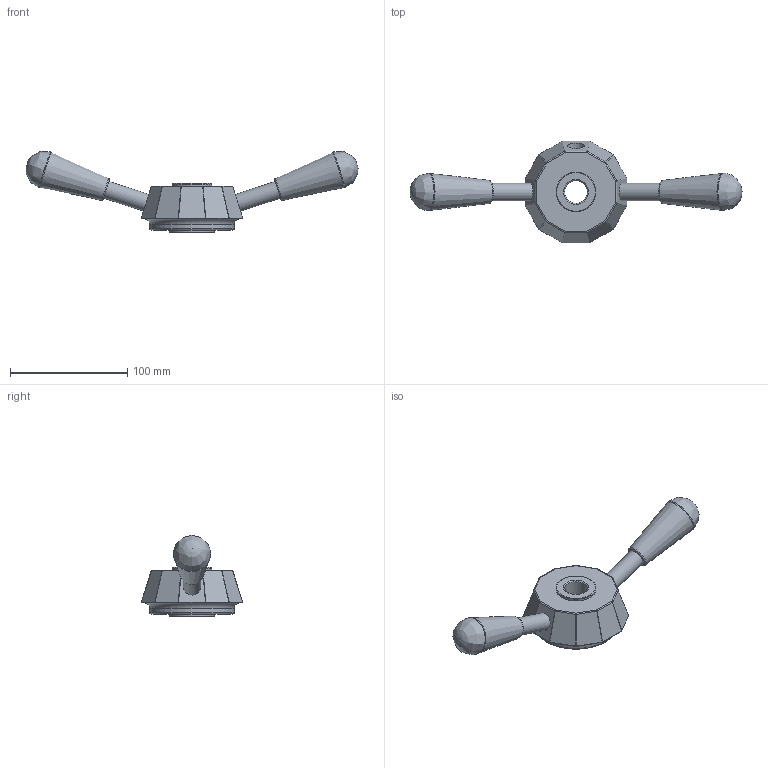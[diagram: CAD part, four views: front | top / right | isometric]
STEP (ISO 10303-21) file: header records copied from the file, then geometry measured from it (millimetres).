
FILE_DESCRIPTION( ( 'Unknown' ), '1' );
FILE_NAME( '6109010_V2B275_M22.stp', 'Unknown', ( 'Unknown' ), ( 'Unknown' ), 'PSStep 11.0', 'Unknown', ' ' );
FILE_SCHEMA( ( 'AUTOMOTIVE_DESIGN { 1 0 10303 214 1 1 1 1 }' ) );
Length unit declared in the file: millimetre
Products named in the file (1): 1831002
Bounding box: 283.62 x 87.02 x 69.44 mm (x, y, z)
Volume: 255028.6 mm3; surface area: 38854.1 mm2
Topology: 1 solids, 11 shells, 137 faces, 303 edges, 171 vertices
Faces by surface type: cylinder 44, plane 41, bspline 26, torus 14, cone 12
Full cylindrical faces by diameter (mm): 8.5 x2, 10 x2, 11.8 x2, 11.835 x5, 15 x5, 19.294 x1, 34 x1, 38 x1, 72 x1
Entity records: 5074 total; most frequent: CARTESIAN_POINT 1478, DIRECTION 492, ORIENTED_EDGE 436, EDGE_CURVE 218, AXIS2_PLACEMENT_3D 210, EDGE_LOOP 198, FACE_OUTER_BOUND 171, VERTEX_POINT 150
